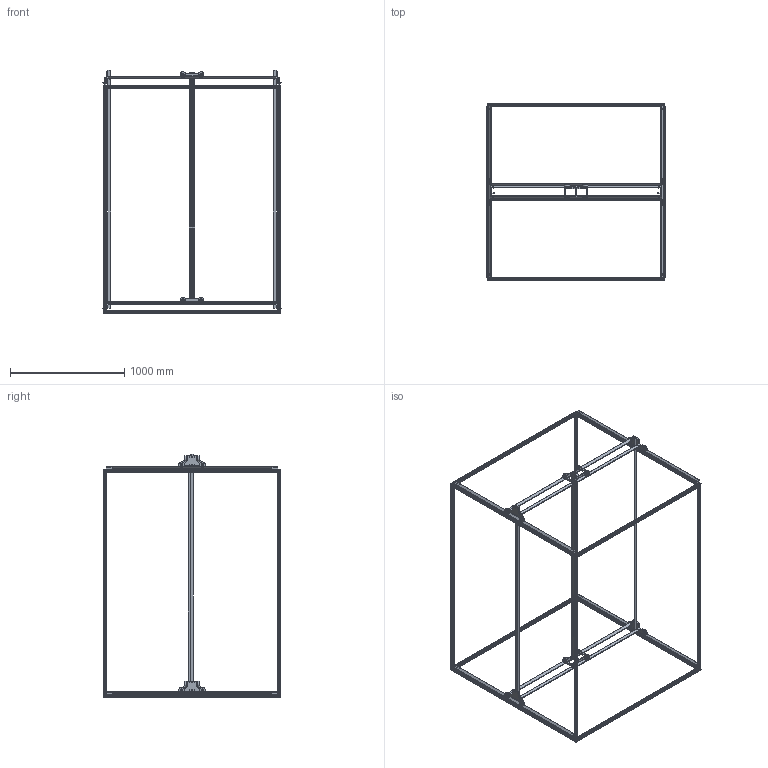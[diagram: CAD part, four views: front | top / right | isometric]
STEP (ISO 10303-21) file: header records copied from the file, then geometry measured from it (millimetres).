
FILE_DESCRIPTION(/* description */ (''),/* implementation_level */ '2;1');
FILE_NAME(/* name */ 'Testbed assembly v4.step',/* time_stamp */ '2023-12-31T15:27:29+08:00',/* author */ (''),/* organization */ (''),/* preprocessor_version */ 'ST-DEVELOPER v20',/* originating_system */ 'Autodesk Translation Framework v12.14.0.127',/* authorisation */ '');
FILE_SCHEMA (('AUTOMOTIVE_DESIGN { 1 0 10303 214 3 1 1 }'));
Products named in the file (34): Testbed assembly; Vertical profiles; Top Horizontal profiles; L channel offsets; Base Horizontal profiles; Angled L channels Y; Angled L channels X; Y chassis assembly; Wheel assembly; Wheel assembly_1; Y chassis assembly_1; Wheel assembly_2; Wheel assembly_3; Y chassis assembly_2; Wheel assembly_4; Wheel assembly_5; Y chassis assembly_3; Y axis wheel frame; Wheel assembly_6; Wheel assembly_7; X chassis assembly; Wheel assembly_8; Wheel assembly_9; Wheel assembly_10; Wheel assembly_11; X chassis assembly_1; X axis wheel frame; Wheel assembly_12; Wheel assembly_13; Wheel assembly_14; Wheel assembly_15; Wheel; PTP-MB2038-5; Side L channels
Assembly tree (53 placements, depth 4):
  Testbed assembly
    Vertical profiles
    Top Horizontal profiles
    L channel offsets
    Base Horizontal profiles
    Angled L channels Y
    Angled L channels X
    Y chassis assembly
      Y axis wheel frame
      Wheel assembly
        Wheel
      Wheel assembly_1
        Wheel
    Y chassis assembly_1
      Y axis wheel frame
      Wheel assembly_2
        Wheel
      Wheel assembly_3
        Wheel
    Y chassis assembly_2
      Y axis wheel frame
      Wheel assembly_4
        Wheel
      Wheel assembly_5
        Wheel
    Y chassis assembly_3
      Y axis wheel frame
      Wheel assembly_6
        Wheel
      Wheel assembly_7
        Wheel
    X chassis assembly
      X axis wheel frame
      Wheel assembly_8
        Wheel
      Wheel assembly_9
        Wheel
      Wheel assembly_10
        Wheel
      Wheel assembly_11
        Wheel
    X chassis assembly_1
      X axis wheel frame
      Wheel assembly_12
        Wheel
      Wheel assembly_13
        Wheel
      Wheel assembly_14
        Wheel
      Wheel assembly_15
        Wheel
    PTP-MB2038-5  x2
    Side L channels
Bounding box: 1560.36 x 1550 x 2130.3 mm (x, y, z)
Volume: 10412971.8 mm3; surface area: 8203497.4 mm2
Topology: 230 solids, 230 shells, 3670 faces, 10126 edges, 6676 vertices
Faces by surface type: plane 2146, cylinder 868, torus 368, cone 176, sphere 112
Full cylindrical faces by diameter (mm): 3.2 x48, 5 x20, 5.5 x14, 6 x64, 6.5 x56, 6.6 x8, 8 x32, 10 x24, 12.15 x64, 13.1 x16, 17.6 x32, 19.2 x64, 22 x32, 50 x16
Entity records: 75692 total; most frequent: CARTESIAN_POINT 15790, ORIENTED_EDGE 12766, DIRECTION 11915, EDGE_CURVE 6383, LINE 4783, VECTOR 4783, VERTEX_POINT 4273, AXIS2_PLACEMENT_3D 3566
